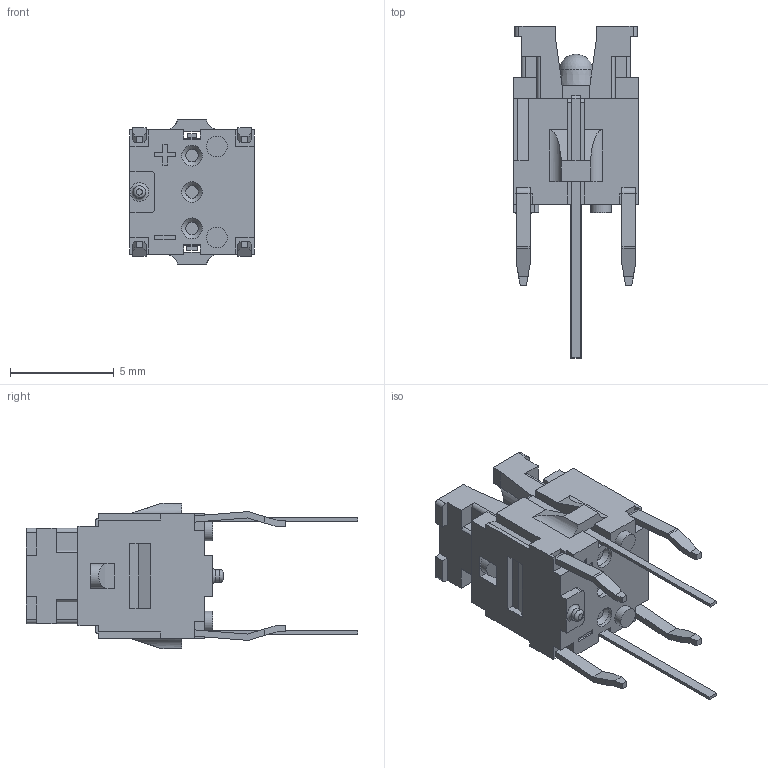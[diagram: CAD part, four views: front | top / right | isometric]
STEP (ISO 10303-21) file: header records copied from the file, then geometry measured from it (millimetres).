
FILE_DESCRIPTION(/* description */ ('STEP AP203'),/* implementation_level */ '2;1');
FILE_NAME(/* name */ 'TMG2-21-L5',/* time_stamp */ '2023-11-28T00:56:21+01:00',/* author */ ('License CC BY-ND 4.0'),/* organization */ ('CADENAS'),/* preprocessor_version */ 'ST-DEVELOPER v19.3',/* originating_system */ 'PARTsolutions',/* authorisation */ ' ');
FILE_SCHEMA (('CONFIG_CONTROL_DESIGN'));
Length unit declared in the file: millimetre
Products named in the file (3): TMG2-21-L5; TM/TR LED-01Green; TM/TR Body (1004-TM2-Gold)
Assembly tree (2 placements, depth 2):
  TMG2-21-L5
    TM/TR LED-01Green
    TM/TR Body (1004-TM2-Gold)
Bounding box: 6 x 16 x 7 mm (x, y, z)
Volume: 219.9 mm3; surface area: 488.4 mm2
Topology: 2 solids, 2 shells, 335 faces, 942 edges, 612 vertices
Faces by surface type: plane 277, cylinder 50, cone 5, torus 2, sphere 1
Full cylindrical faces by diameter (mm): 0.6 x1, 1 x5, 1.6 x1, 3.4 x1
Entity records: 12953 total; most frequent: CARTESIAN_POINT 1878, ORIENTED_EDGE 1842, DIRECTION 1720, EDGE_CURVE 921, LINE 790, VECTOR 790, VERTEX_POINT 607, AXIS2_PLACEMENT_3D 465
